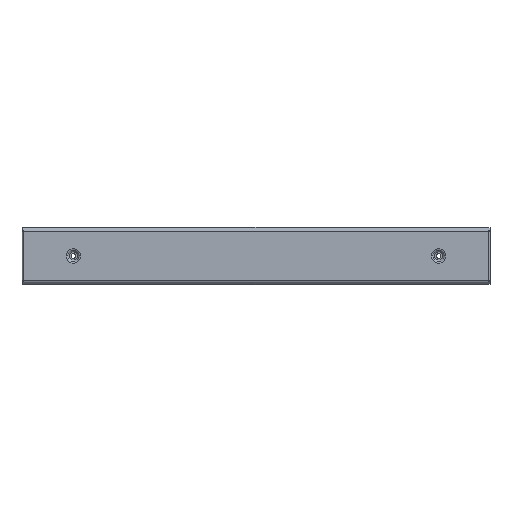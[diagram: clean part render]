
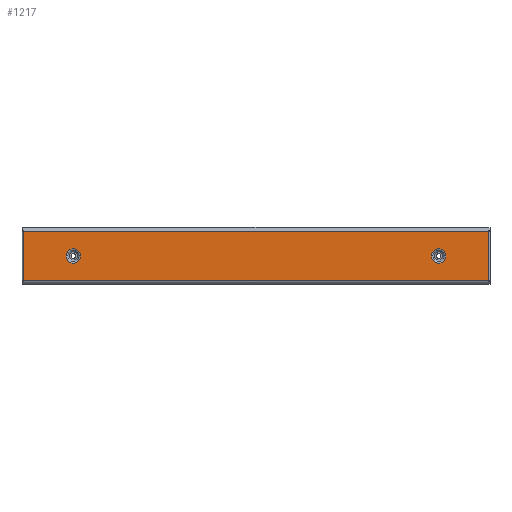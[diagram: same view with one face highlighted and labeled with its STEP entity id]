
A CAD part, top view. The second image highlights one B-rep face of the part: STEP entity #1217.
In plain terms, the highlighted planar face has unit normal (0, 0, 1).
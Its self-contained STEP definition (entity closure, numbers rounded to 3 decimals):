
#28 = DIRECTION ( 'NONE',  ( 0., 0., -1. ) ) ;
#98 = CARTESIAN_POINT ( 'NONE',  ( 395.1, -42.309, 0. ) ) ;
#214 = DIRECTION ( 'NONE',  ( -1., 0., 0. ) ) ;
#256 = CARTESIAN_POINT ( 'NONE',  ( 395.1, -42.309, 0. ) ) ;
#329 = VECTOR ( 'NONE', #3448, 1000. ) ;
#395 = ORIENTED_EDGE ( 'NONE', *, *, #2796, .F. ) ;
#403 = CARTESIAN_POINT ( 'NONE',  ( -310.25, 0., 0. ) ) ;
#552 = CIRCLE ( 'NONE', #1763, 12.175 ) ;
#660 = DIRECTION ( 'NONE',  ( -1., 0., 0. ) ) ;
#759 = FACE_OUTER_BOUND ( 'NONE', #1377, .T. ) ;
#772 = LINE ( 'NONE', #98, #2713 ) ;
#857 = ORIENTED_EDGE ( 'NONE', *, *, #1688, .F. ) ;
#887 = EDGE_LOOP ( 'NONE', ( #857, #395 ) ) ;
#943 = ORIENTED_EDGE ( 'NONE', *, *, #4171, .T. ) ;
#980 = VERTEX_POINT ( 'NONE', #1094 ) ;
#1094 = CARTESIAN_POINT ( 'NONE',  ( -298.075, 0., 0. ) ) ;
#1111 = DIRECTION ( 'NONE',  ( 0., 1., 0. ) ) ;
#1166 = FACE_BOUND ( 'NONE', #2418, .T. ) ;
#1210 = EDGE_CURVE ( 'NONE', #3563, #2872, #3123, .T. ) ;
#1217 = ADVANCED_FACE ( 'NONE', ( #2625, #759, #1166 ), #4211, .T. ) ;
#1252 = ORIENTED_EDGE ( 'NONE', *, *, #3219, .F. ) ;
#1322 = CARTESIAN_POINT ( 'NONE',  ( 0., 43.303, 0. ) ) ;
#1332 = CARTESIAN_POINT ( 'NONE',  ( 322.425, 0., 0. ) ) ;
#1346 = AXIS2_PLACEMENT_3D ( 'NONE', #4437, #2938, #2192 ) ;
#1358 = EDGE_CURVE ( 'NONE', #3563, #4427, #2579, .T. ) ;
#1377 = EDGE_LOOP ( 'NONE', ( #1680, #943, #1252, #4292 ) ) ;
#1461 = DIRECTION ( 'NONE',  ( 0., 0., 1. ) ) ;
#1644 = AXIS2_PLACEMENT_3D ( 'NONE', #1322, #2023, #3564 ) ;
#1680 = ORIENTED_EDGE ( 'NONE', *, *, #1358, .T. ) ;
#1688 = EDGE_CURVE ( 'NONE', #4309, #3055, #4197, .T. ) ;
#1763 = AXIS2_PLACEMENT_3D ( 'NONE', #403, #28, #2647 ) ;
#1822 = DIRECTION ( 'NONE',  ( 1., 0., 0. ) ) ;
#1879 = EDGE_CURVE ( 'NONE', #4520, #980, #1979, .T. ) ;
#1955 = VECTOR ( 'NONE', #1111, 1000. ) ;
#1971 = ORIENTED_EDGE ( 'NONE', *, *, #3254, .T. ) ;
#1979 = CIRCLE ( 'NONE', #1346, 12.175 ) ;
#2023 = DIRECTION ( 'NONE',  ( 0., 0., 1. ) ) ;
#2192 = DIRECTION ( 'NONE',  ( 1., 0., 0. ) ) ;
#2281 = CARTESIAN_POINT ( 'NONE',  ( -322.425, 0., 0. ) ) ;
#2309 = DIRECTION ( 'NONE',  ( 0., 1., 0. ) ) ;
#2353 = LINE ( 'NONE', #4208, #329 ) ;
#2418 = EDGE_LOOP ( 'NONE', ( #1971, #3496 ) ) ;
#2452 = DIRECTION ( 'NONE',  ( 0., 0., 1. ) ) ;
#2509 = CARTESIAN_POINT ( 'NONE',  ( 0., -42.309, 0. ) ) ;
#2579 = LINE ( 'NONE', #2509, #4583 ) ;
#2625 = FACE_BOUND ( 'NONE', #887, .T. ) ;
#2631 = AXIS2_PLACEMENT_3D ( 'NONE', #2863, #2452, #214 ) ;
#2647 = DIRECTION ( 'NONE',  ( 1., 0., 0. ) ) ;
#2652 = CARTESIAN_POINT ( 'NONE',  ( -395.1, -42.309, 0. ) ) ;
#2713 = VECTOR ( 'NONE', #2309, 1000. ) ;
#2796 = EDGE_CURVE ( 'NONE', #3055, #4309, #3545, .T. ) ;
#2847 = AXIS2_PLACEMENT_3D ( 'NONE', #4915, #1461, #660 ) ;
#2863 = CARTESIAN_POINT ( 'NONE',  ( 310.25, 0., 0. ) ) ;
#2872 = VERTEX_POINT ( 'NONE', #3828 ) ;
#2938 = DIRECTION ( 'NONE',  ( 0., 0., -1. ) ) ;
#2956 = CARTESIAN_POINT ( 'NONE',  ( -395.1, -42.309, 0. ) ) ;
#3055 = VERTEX_POINT ( 'NONE', #1332 ) ;
#3123 = LINE ( 'NONE', #2652, #1955 ) ;
#3219 = EDGE_CURVE ( 'NONE', #2872, #4100, #2353, .T. ) ;
#3254 = EDGE_CURVE ( 'NONE', #980, #4520, #552, .T. ) ;
#3448 = DIRECTION ( 'NONE',  ( 1., 0., 0. ) ) ;
#3496 = ORIENTED_EDGE ( 'NONE', *, *, #1879, .T. ) ;
#3545 = CIRCLE ( 'NONE', #2631, 12.175 ) ;
#3563 = VERTEX_POINT ( 'NONE', #2956 ) ;
#3564 = DIRECTION ( 'NONE',  ( 0., 1., 0. ) ) ;
#3828 = CARTESIAN_POINT ( 'NONE',  ( -395.1, 42.309, 0. ) ) ;
#4100 = VERTEX_POINT ( 'NONE', #4852 ) ;
#4171 = EDGE_CURVE ( 'NONE', #4427, #4100, #772, .T. ) ;
#4197 = CIRCLE ( 'NONE', #2847, 12.175 ) ;
#4208 = CARTESIAN_POINT ( 'NONE',  ( 0., 42.309, 0. ) ) ;
#4211 = PLANE ( 'NONE',  #1644 ) ;
#4292 = ORIENTED_EDGE ( 'NONE', *, *, #1210, .F. ) ;
#4309 = VERTEX_POINT ( 'NONE', #4675 ) ;
#4427 = VERTEX_POINT ( 'NONE', #256 ) ;
#4437 = CARTESIAN_POINT ( 'NONE',  ( -310.25, 0., 0. ) ) ;
#4520 = VERTEX_POINT ( 'NONE', #2281 ) ;
#4583 = VECTOR ( 'NONE', #1822, 1000. ) ;
#4675 = CARTESIAN_POINT ( 'NONE',  ( 298.075, 0., 0. ) ) ;
#4852 = CARTESIAN_POINT ( 'NONE',  ( 395.1, 42.309, 0. ) ) ;
#4915 = CARTESIAN_POINT ( 'NONE',  ( 310.25, 0., 0. ) ) ;
